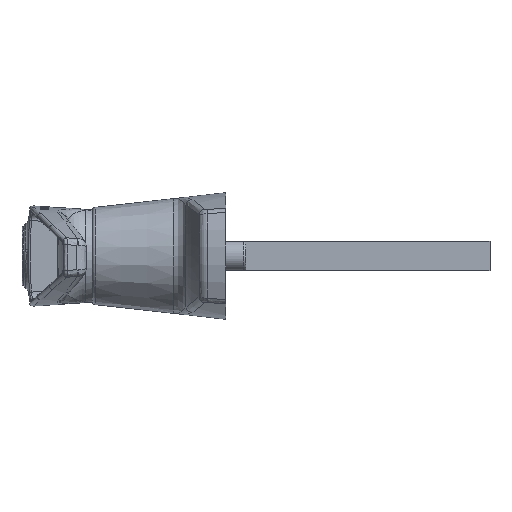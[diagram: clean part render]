
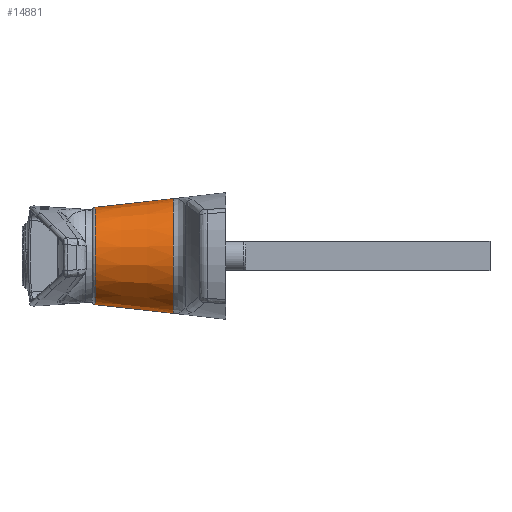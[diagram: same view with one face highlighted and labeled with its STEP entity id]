
A CAD part, left-side view. The second image highlights one B-rep face of the part: STEP entity #14881.
In plain terms, the highlighted conical face has half-angle 6.4 degrees and reference radius 15.81 mm.
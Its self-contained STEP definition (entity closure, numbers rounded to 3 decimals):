
#676 = CARTESIAN_POINT ( 'NONE',  ( 0., 21.811, 13.4 ) ) ;
#767 = VERTEX_POINT ( 'NONE', #676 ) ;
#781 = CONICAL_SURFACE ( 'NONE', #1321, 15.81, 0.112 ) ;
#1321 = AXIS2_PLACEMENT_3D ( 'NONE', #13710, #16117, #29951 ) ;
#2341 = EDGE_CURVE ( 'NONE', #3036, #14932, #21862, .T. ) ;
#3036 = VERTEX_POINT ( 'NONE', #20699 ) ;
#5303 = VERTEX_POINT ( 'NONE', #14746 ) ;
#10141 = AXIS2_PLACEMENT_3D ( 'NONE', #28760, #12300, #21412 ) ;
#12300 = DIRECTION ( 'NONE',  ( 0., -1., 0. ) ) ;
#12570 = DIRECTION ( 'NONE',  ( 0., -0.994, -0.111 ) ) ;
#13301 = EDGE_CURVE ( 'NONE', #767, #5303, #22942, .T. ) ;
#13310 = ORIENTED_EDGE ( 'NONE', *, *, #13301, .T. ) ;
#13710 = CARTESIAN_POINT ( 'NONE',  ( 0., 0.324, 0. ) ) ;
#14746 = CARTESIAN_POINT ( 'NONE',  ( 0., 21.811, -13.4 ) ) ;
#14881 = ADVANCED_FACE ( 'NONE', ( #16646 ), #781, .T. ) ;
#14932 = VERTEX_POINT ( 'NONE', #18711 ) ;
#16117 = DIRECTION ( 'NONE',  ( 0., -1., 0. ) ) ;
#16646 = FACE_OUTER_BOUND ( 'NONE', #17529, .T. ) ;
#17215 = LINE ( 'NONE', #25662, #22723 ) ;
#17303 = AXIS2_PLACEMENT_3D ( 'NONE', #19839, #21998, #24167 ) ;
#17529 = EDGE_LOOP ( 'NONE', ( #20678, #13310, #19257, #22301 ) ) ;
#17592 = LINE ( 'NONE', #29657, #22373 ) ;
#18711 = CARTESIAN_POINT ( 'NONE',  ( 0., 0.324, -15.81 ) ) ;
#19257 = ORIENTED_EDGE ( 'NONE', *, *, #21028, .T. ) ;
#19839 = CARTESIAN_POINT ( 'NONE',  ( 0., 21.811, 0. ) ) ;
#20678 = ORIENTED_EDGE ( 'NONE', *, *, #26249, .F. ) ;
#20699 = CARTESIAN_POINT ( 'NONE',  ( 0., 0.324, 15.81 ) ) ;
#21028 = EDGE_CURVE ( 'NONE', #5303, #14932, #17592, .T. ) ;
#21412 = DIRECTION ( 'NONE',  ( 0., 0., -1. ) ) ;
#21862 = CIRCLE ( 'NONE', #10141, 15.81 ) ;
#21998 = DIRECTION ( 'NONE',  ( 0., -1., 0. ) ) ;
#22301 = ORIENTED_EDGE ( 'NONE', *, *, #2341, .F. ) ;
#22373 = VECTOR ( 'NONE', #12570, 1000. ) ;
#22723 = VECTOR ( 'NONE', #23232, 1000. ) ;
#22942 = CIRCLE ( 'NONE', #17303, 13.4 ) ;
#23232 = DIRECTION ( 'NONE',  ( 0., -0.994, 0.111 ) ) ;
#24167 = DIRECTION ( 'NONE',  ( 0., 0., 1. ) ) ;
#25662 = CARTESIAN_POINT ( 'NONE',  ( 0., 0.324, 15.81 ) ) ;
#26249 = EDGE_CURVE ( 'NONE', #767, #3036, #17215, .T. ) ;
#28760 = CARTESIAN_POINT ( 'NONE',  ( 0., 0.324, 0. ) ) ;
#29657 = CARTESIAN_POINT ( 'NONE',  ( 0., 0.324, -15.81 ) ) ;
#29951 = DIRECTION ( 'NONE',  ( 0., 0., -1. ) ) ;
